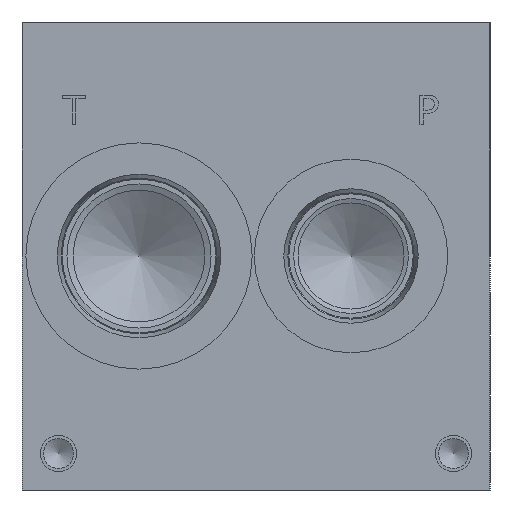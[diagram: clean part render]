
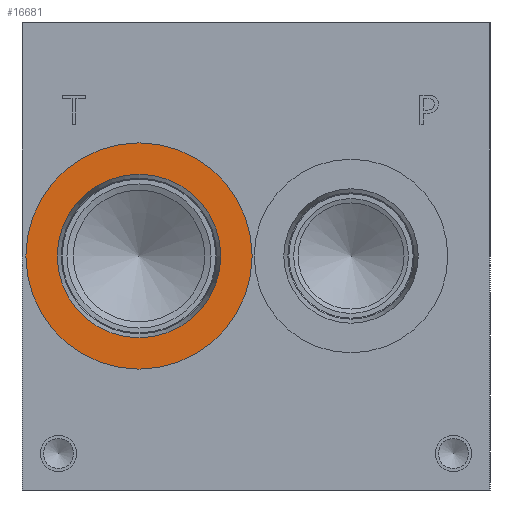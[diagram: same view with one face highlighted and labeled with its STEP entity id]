
A CAD part, left-side view. The second image highlights one B-rep face of the part: STEP entity #16681.
In plain terms, the highlighted planar face has unit normal (-1, 0, 0).
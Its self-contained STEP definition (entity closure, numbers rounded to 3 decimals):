
#652=CIRCLE('',#17611,24.562);
#653=CIRCLE('',#17612,24.562);
#654=CIRCLE('',#17614,17.755);
#655=CIRCLE('',#17615,17.755);
#1390=FACE_BOUND('',#3143,.T.);
#2168=FACE_OUTER_BOUND('',#3142,.T.);
#3142=EDGE_LOOP('',(#14099,#14100));
#3143=EDGE_LOOP('',(#14101,#14102));
#7619=VERTEX_POINT('',#28253);
#7620=VERTEX_POINT('',#28255);
#7621=VERTEX_POINT('',#28259);
#7622=VERTEX_POINT('',#28260);
#9865=EDGE_CURVE('',#7619,#7620,#652,.T.);
#9866=EDGE_CURVE('',#7620,#7619,#653,.T.);
#9867=EDGE_CURVE('',#7621,#7622,#654,.T.);
#9868=EDGE_CURVE('',#7622,#7621,#655,.T.);
#14099=ORIENTED_EDGE('',*,*,#9866,.F.);
#14100=ORIENTED_EDGE('',*,*,#9865,.F.);
#14101=ORIENTED_EDGE('',*,*,#9867,.T.);
#14102=ORIENTED_EDGE('',*,*,#9868,.T.);
#15364=PLANE('',#17613);
#16681=ADVANCED_FACE('',(#2168,#1390),#15364,.F.);
#17611=AXIS2_PLACEMENT_3D('',#28256,#20896,#20897);
#17612=AXIS2_PLACEMENT_3D('',#28257,#20898,#20899);
#17613=AXIS2_PLACEMENT_3D('',#28258,#20900,#20901);
#17614=AXIS2_PLACEMENT_3D('',#28261,#20902,#20903);
#17615=AXIS2_PLACEMENT_3D('',#28262,#20904,#20905);
#20896=DIRECTION('center_axis',(1.,0.,0.));
#20897=DIRECTION('ref_axis',(0.,0.,-1.));
#20898=DIRECTION('center_axis',(1.,0.,0.));
#20899=DIRECTION('ref_axis',(0.,0.,-1.));
#20900=DIRECTION('center_axis',(1.,0.,0.));
#20901=DIRECTION('ref_axis',(0.,0.,-1.));
#20902=DIRECTION('center_axis',(1.,0.,0.));
#20903=DIRECTION('ref_axis',(0.,0.,-1.));
#20904=DIRECTION('center_axis',(1.,0.,0.));
#20905=DIRECTION('ref_axis',(0.,0.,-1.));
#28253=CARTESIAN_POINT('',(0.787,76.2,26.238));
#28255=CARTESIAN_POINT('',(0.787,76.2,75.362));
#28256=CARTESIAN_POINT('Origin',(0.787,76.2,50.8));
#28257=CARTESIAN_POINT('Origin',(0.787,76.2,50.8));
#28258=CARTESIAN_POINT('Origin',(0.787,76.2,68.555));
#28259=CARTESIAN_POINT('',(0.787,76.2,68.555));
#28260=CARTESIAN_POINT('',(0.787,76.2,33.045));
#28261=CARTESIAN_POINT('Origin',(0.787,76.2,50.8));
#28262=CARTESIAN_POINT('Origin',(0.787,76.2,50.8));
